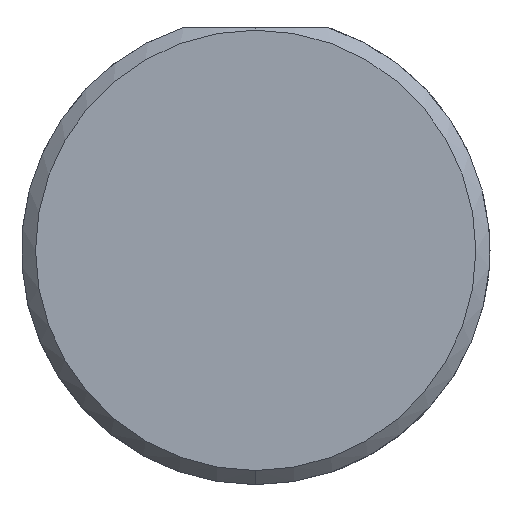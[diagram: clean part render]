
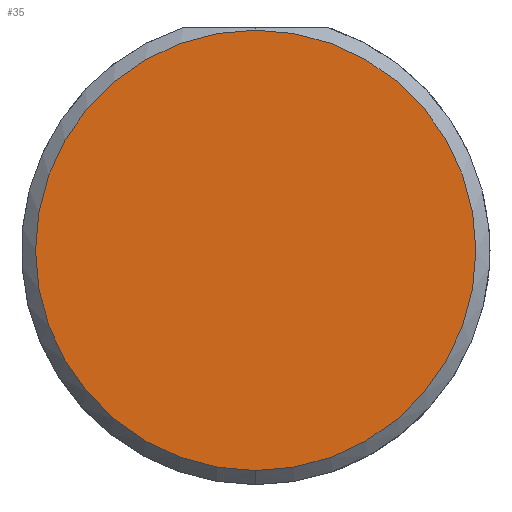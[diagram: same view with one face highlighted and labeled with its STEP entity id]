
A CAD part, left-side view. The second image highlights one B-rep face of the part: STEP entity #35.
In plain terms, the highlighted planar face has unit normal (-1, 0, 0).
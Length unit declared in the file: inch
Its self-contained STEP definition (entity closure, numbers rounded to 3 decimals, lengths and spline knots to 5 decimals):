
#34 = DIRECTION ( 'NONE',  ( -1., 0., 0. ) ) ;
#35 = ADVANCED_FACE ( 'NONE', ( #320 ), #417, .F. ) ;
#48 = DIRECTION ( 'NONE',  ( 1., 0., 0. ) ) ;
#134 = ORIENTED_EDGE ( 'NONE', *, *, #179, .T. ) ;
#158 = CARTESIAN_POINT ( 'NONE',  ( 0., 0., 0.23485 ) ) ;
#179 = EDGE_CURVE ( 'NONE', #523, #411, #355, .T. ) ;
#200 = AXIS2_PLACEMENT_3D ( 'NONE', #269, #680, #333 ) ;
#221 = ORIENTED_EDGE ( 'NONE', *, *, #615, .T. ) ;
#269 = CARTESIAN_POINT ( 'NONE',  ( 0., 0., 0. ) ) ;
#320 = FACE_OUTER_BOUND ( 'NONE', #352, .T. ) ;
#333 = DIRECTION ( 'NONE',  ( 0., 0., 1. ) ) ;
#338 = AXIS2_PLACEMENT_3D ( 'NONE', #408, #34, #464 ) ;
#352 = EDGE_LOOP ( 'NONE', ( #134, #221 ) ) ;
#355 = CIRCLE ( 'NONE', #200, 0.23485 ) ;
#408 = CARTESIAN_POINT ( 'NONE',  ( 0., 0., 0. ) ) ;
#411 = VERTEX_POINT ( 'NONE', #158 ) ;
#417 = PLANE ( 'NONE',  #564 ) ;
#464 = DIRECTION ( 'NONE',  ( 0., 0., 1. ) ) ;
#471 = DIRECTION ( 'NONE',  ( 0., 0., -1. ) ) ;
#523 = VERTEX_POINT ( 'NONE', #682 ) ;
#529 = CARTESIAN_POINT ( 'NONE',  ( 0., 0., 0. ) ) ;
#564 = AXIS2_PLACEMENT_3D ( 'NONE', #529, #48, #471 ) ;
#615 = EDGE_CURVE ( 'NONE', #411, #523, #740, .T. ) ;
#680 = DIRECTION ( 'NONE',  ( -1., 0., 0. ) ) ;
#682 = CARTESIAN_POINT ( 'NONE',  ( 0., 0., -0.23485 ) ) ;
#740 = CIRCLE ( 'NONE', #338, 0.23485 ) ;
